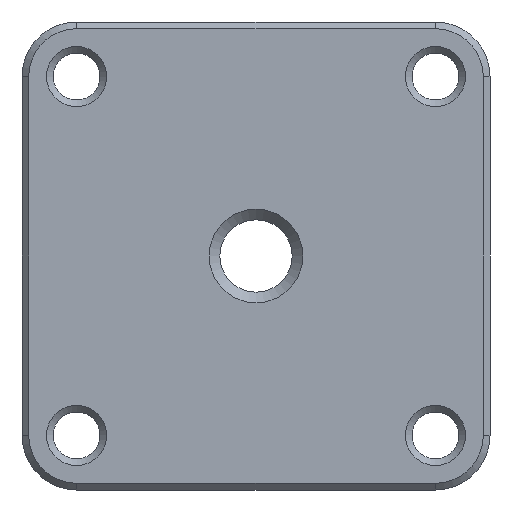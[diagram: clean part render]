
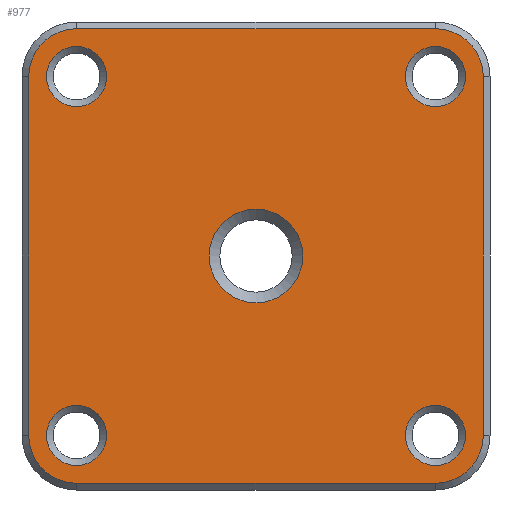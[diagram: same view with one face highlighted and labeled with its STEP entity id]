
A CAD part, front view. The second image highlights one B-rep face of the part: STEP entity #977.
In plain terms, the highlighted planar face has unit normal (0, -1, 0).
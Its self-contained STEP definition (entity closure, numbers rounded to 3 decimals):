
#17=FACE_BOUND('',#140,.T.);
#18=FACE_BOUND('',#141,.T.);
#19=FACE_BOUND('',#142,.T.);
#20=FACE_BOUND('',#143,.T.);
#21=FACE_BOUND('',#144,.T.);
#29=PLANE('',#1050);
#78=FACE_OUTER_BOUND('',#139,.T.);
#139=EDGE_LOOP('',(#691,#692,#693,#694,#695,#696,#697,#698));
#140=EDGE_LOOP('',(#699));
#141=EDGE_LOOP('',(#700));
#142=EDGE_LOOP('',(#701));
#143=EDGE_LOOP('',(#702));
#144=EDGE_LOOP('',(#703));
#211=CIRCLE('',#1047,3.5);
#213=CIRCLE('',#1051,3.583);
#214=CIRCLE('',#1052,3.583);
#215=CIRCLE('',#1053,3.583);
#216=CIRCLE('',#1054,3.583);
#217=CIRCLE('',#1055,2.25);
#218=CIRCLE('',#1056,2.25);
#219=CIRCLE('',#1057,2.25);
#220=CIRCLE('',#1058,2.25);
#288=LINE('',#1732,#356);
#289=LINE('',#1736,#357);
#290=LINE('',#1740,#358);
#291=LINE('',#1744,#359);
#356=VECTOR('',#1194,10.);
#357=VECTOR('',#1197,10.);
#358=VECTOR('',#1200,10.);
#359=VECTOR('',#1203,10.);
#443=VERTEX_POINT('',#1722);
#445=VERTEX_POINT('',#1730);
#446=VERTEX_POINT('',#1731);
#447=VERTEX_POINT('',#1733);
#448=VERTEX_POINT('',#1735);
#449=VERTEX_POINT('',#1737);
#450=VERTEX_POINT('',#1739);
#451=VERTEX_POINT('',#1741);
#452=VERTEX_POINT('',#1743);
#453=VERTEX_POINT('',#1746);
#454=VERTEX_POINT('',#1748);
#455=VERTEX_POINT('',#1750);
#456=VERTEX_POINT('',#1752);
#536=EDGE_CURVE('',#443,#443,#211,.T.);
#539=EDGE_CURVE('',#445,#446,#288,.T.);
#540=EDGE_CURVE('',#447,#445,#213,.T.);
#541=EDGE_CURVE('',#448,#447,#289,.T.);
#542=EDGE_CURVE('',#449,#448,#214,.T.);
#543=EDGE_CURVE('',#450,#449,#290,.T.);
#544=EDGE_CURVE('',#451,#450,#215,.T.);
#545=EDGE_CURVE('',#452,#451,#291,.T.);
#546=EDGE_CURVE('',#446,#452,#216,.T.);
#547=EDGE_CURVE('',#453,#453,#217,.T.);
#548=EDGE_CURVE('',#454,#454,#218,.T.);
#549=EDGE_CURVE('',#455,#455,#219,.T.);
#550=EDGE_CURVE('',#456,#456,#220,.T.);
#691=ORIENTED_EDGE('',*,*,#539,.F.);
#692=ORIENTED_EDGE('',*,*,#540,.F.);
#693=ORIENTED_EDGE('',*,*,#541,.F.);
#694=ORIENTED_EDGE('',*,*,#542,.F.);
#695=ORIENTED_EDGE('',*,*,#543,.F.);
#696=ORIENTED_EDGE('',*,*,#544,.F.);
#697=ORIENTED_EDGE('',*,*,#545,.F.);
#698=ORIENTED_EDGE('',*,*,#546,.F.);
#699=ORIENTED_EDGE('',*,*,#547,.F.);
#700=ORIENTED_EDGE('',*,*,#548,.F.);
#701=ORIENTED_EDGE('',*,*,#549,.F.);
#702=ORIENTED_EDGE('',*,*,#550,.F.);
#703=ORIENTED_EDGE('',*,*,#536,.F.);
#977=ADVANCED_FACE('',(#78,#17,#18,#19,#20,#21),#29,.T.);
#1047=AXIS2_PLACEMENT_3D('',#1724,#1185,#1186);
#1050=AXIS2_PLACEMENT_3D('',#1729,#1192,#1193);
#1051=AXIS2_PLACEMENT_3D('',#1734,#1195,#1196);
#1052=AXIS2_PLACEMENT_3D('',#1738,#1198,#1199);
#1053=AXIS2_PLACEMENT_3D('',#1742,#1201,#1202);
#1054=AXIS2_PLACEMENT_3D('',#1745,#1204,#1205);
#1055=AXIS2_PLACEMENT_3D('',#1747,#1206,#1207);
#1056=AXIS2_PLACEMENT_3D('',#1749,#1208,#1209);
#1057=AXIS2_PLACEMENT_3D('',#1751,#1210,#1211);
#1058=AXIS2_PLACEMENT_3D('',#1753,#1212,#1213);
#1185=DIRECTION('center_axis',(0.,-1.,0.));
#1186=DIRECTION('ref_axis',(1.,0.,0.));
#1192=DIRECTION('center_axis',(0.,-1.,0.));
#1193=DIRECTION('ref_axis',(0.,0.,-1.));
#1194=DIRECTION('',(0.,0.,1.));
#1195=DIRECTION('center_axis',(0.,1.,0.));
#1196=DIRECTION('ref_axis',(-0.707,0.,-0.707));
#1197=DIRECTION('',(-1.,0.,0.));
#1198=DIRECTION('center_axis',(0.,1.,0.));
#1199=DIRECTION('ref_axis',(0.707,0.,-0.707));
#1200=DIRECTION('',(0.,0.,-1.));
#1201=DIRECTION('center_axis',(0.,1.,0.));
#1202=DIRECTION('ref_axis',(0.707,0.,0.707));
#1203=DIRECTION('',(1.,0.,0.));
#1204=DIRECTION('center_axis',(0.,1.,0.));
#1205=DIRECTION('ref_axis',(-0.707,0.,0.707));
#1206=DIRECTION('center_axis',(0.,-1.,0.));
#1207=DIRECTION('ref_axis',(-1.,0.,0.));
#1208=DIRECTION('center_axis',(0.,-1.,0.));
#1209=DIRECTION('ref_axis',(-1.,0.,0.));
#1210=DIRECTION('center_axis',(0.,-1.,0.));
#1211=DIRECTION('ref_axis',(-1.,0.,0.));
#1212=DIRECTION('center_axis',(0.,-1.,0.));
#1213=DIRECTION('ref_axis',(-1.,0.,0.));
#1722=CARTESIAN_POINT('',(-3.5,-4.2,0.));
#1724=CARTESIAN_POINT('Origin',(0.,-4.2,0.));
#1729=CARTESIAN_POINT('Origin',(0.,-4.2,0.));
#1730=CARTESIAN_POINT('',(-17.,-4.2,-13.417));
#1731=CARTESIAN_POINT('',(-17.,-4.2,13.417));
#1732=CARTESIAN_POINT('',(-17.,-4.2,8.75));
#1733=CARTESIAN_POINT('',(-13.417,-4.2,-17.));
#1734=CARTESIAN_POINT('Origin',(-13.417,-4.2,-13.417));
#1735=CARTESIAN_POINT('',(13.417,-4.2,-17.));
#1736=CARTESIAN_POINT('',(-8.75,-4.2,-17.));
#1737=CARTESIAN_POINT('',(17.,-4.2,-13.417));
#1738=CARTESIAN_POINT('Origin',(13.417,-4.2,-13.417));
#1739=CARTESIAN_POINT('',(17.,-4.2,13.417));
#1740=CARTESIAN_POINT('',(17.,-4.2,-8.75));
#1741=CARTESIAN_POINT('',(13.417,-4.2,17.));
#1742=CARTESIAN_POINT('Origin',(13.417,-4.2,13.417));
#1743=CARTESIAN_POINT('',(-13.417,-4.2,17.));
#1744=CARTESIAN_POINT('',(8.75,-4.2,17.));
#1745=CARTESIAN_POINT('Origin',(-13.417,-4.2,13.417));
#1746=CARTESIAN_POINT('',(-11.167,-4.2,13.417));
#1747=CARTESIAN_POINT('Origin',(-13.417,-4.2,13.417));
#1748=CARTESIAN_POINT('',(15.667,-4.2,-13.417));
#1749=CARTESIAN_POINT('Origin',(13.417,-4.2,-13.417));
#1750=CARTESIAN_POINT('',(-11.167,-4.2,-13.417));
#1751=CARTESIAN_POINT('Origin',(-13.417,-4.2,-13.417));
#1752=CARTESIAN_POINT('',(15.667,-4.2,13.417));
#1753=CARTESIAN_POINT('Origin',(13.417,-4.2,13.417));
